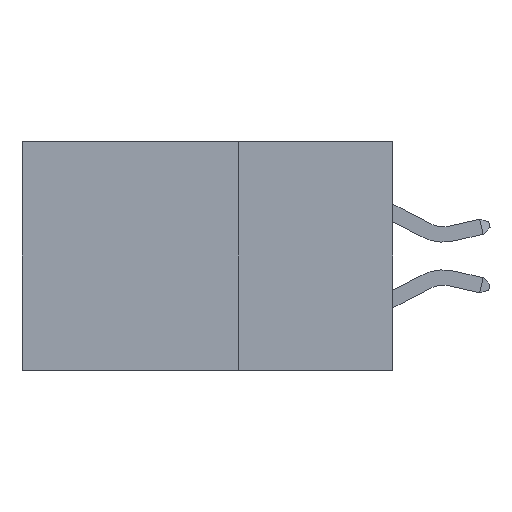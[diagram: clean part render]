
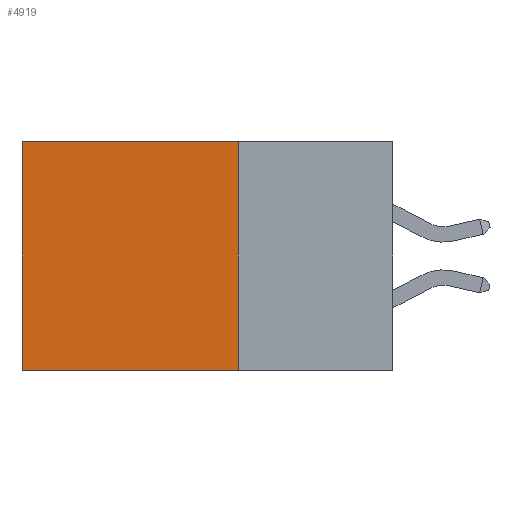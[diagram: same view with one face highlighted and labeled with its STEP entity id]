
A CAD part, left-side view. The second image highlights one B-rep face of the part: STEP entity #4919.
In plain terms, the highlighted planar face has unit normal (-1, 0, 0).
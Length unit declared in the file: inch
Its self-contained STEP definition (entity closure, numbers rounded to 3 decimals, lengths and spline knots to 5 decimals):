
#34 = VERTEX_POINT ( 'NONE', #7962 ) ;
#556 = VERTEX_POINT ( 'NONE', #7886 ) ;
#761 = DIRECTION ( 'NONE',  ( 1., 0., 0. ) ) ;
#1175 = EDGE_CURVE ( 'NONE', #3528, #556, #2644, .T. ) ;
#2142 = AXIS2_PLACEMENT_3D ( 'NONE', #5116, #761, #8217 ) ;
#2170 = FACE_OUTER_BOUND ( 'NONE', #7506, .T. ) ;
#2644 = LINE ( 'NONE', #8552, #8123 ) ;
#3019 = DIRECTION ( 'NONE',  ( 0., 1., 0. ) ) ;
#3025 = DIRECTION ( 'NONE',  ( 0., 1., 0. ) ) ;
#3148 = ORIENTED_EDGE ( 'NONE', *, *, #5284, .T. ) ;
#3229 = ORIENTED_EDGE ( 'NONE', *, *, #6149, .F. ) ;
#3528 = VERTEX_POINT ( 'NONE', #6867 ) ;
#3849 = VECTOR ( 'NONE', #3025, 39.37008 ) ;
#4104 = DIRECTION ( 'NONE',  ( 0., 0., -1. ) ) ;
#4127 = ORIENTED_EDGE ( 'NONE', *, *, #1175, .T. ) ;
#4149 = EDGE_CURVE ( 'NONE', #7021, #556, #8062, .T. ) ;
#4513 = CARTESIAN_POINT ( 'NONE',  ( 0.2875, 0.25, -0.37 ) ) ;
#4574 = CARTESIAN_POINT ( 'NONE',  ( 0.2875, 0.25, 0. ) ) ;
#4919 = ADVANCED_FACE ( 'NONE', ( #2170 ), #7384, .F. ) ;
#5116 = CARTESIAN_POINT ( 'NONE',  ( 0.2875, 0.25, 0. ) ) ;
#5198 = LINE ( 'NONE', #8928, #3849 ) ;
#5284 = EDGE_CURVE ( 'NONE', #34, #3528, #5198, .T. ) ;
#6149 = EDGE_CURVE ( 'NONE', #34, #7021, #8263, .T. ) ;
#6867 = CARTESIAN_POINT ( 'NONE',  ( 0.2875, 0.6, 0. ) ) ;
#6887 = VECTOR ( 'NONE', #3019, 39.37008 ) ;
#7021 = VERTEX_POINT ( 'NONE', #7455 ) ;
#7384 = PLANE ( 'NONE',  #2142 ) ;
#7455 = CARTESIAN_POINT ( 'NONE',  ( 0.2875, 0.25, -0.37 ) ) ;
#7506 = EDGE_LOOP ( 'NONE', ( #4127, #9031, #3229, #3148 ) ) ;
#7725 = VECTOR ( 'NONE', #4104, 39.37008 ) ;
#7886 = CARTESIAN_POINT ( 'NONE',  ( 0.2875, 0.6, -0.37 ) ) ;
#7962 = CARTESIAN_POINT ( 'NONE',  ( 0.2875, 0.25, 0. ) ) ;
#8062 = LINE ( 'NONE', #4513, #6887 ) ;
#8123 = VECTOR ( 'NONE', #8644, 39.37008 ) ;
#8217 = DIRECTION ( 'NONE',  ( 0., 0., -1. ) ) ;
#8263 = LINE ( 'NONE', #4574, #7725 ) ;
#8552 = CARTESIAN_POINT ( 'NONE',  ( 0.2875, 0.6, 0. ) ) ;
#8644 = DIRECTION ( 'NONE',  ( 0., 0., -1. ) ) ;
#8928 = CARTESIAN_POINT ( 'NONE',  ( 0.2875, 0.25, 0. ) ) ;
#9031 = ORIENTED_EDGE ( 'NONE', *, *, #4149, .F. ) ;
